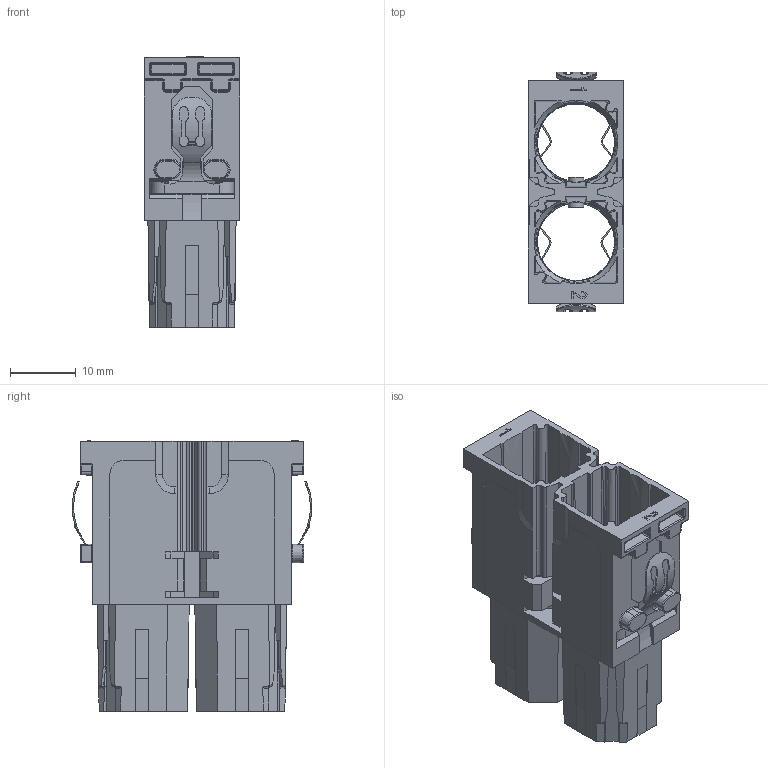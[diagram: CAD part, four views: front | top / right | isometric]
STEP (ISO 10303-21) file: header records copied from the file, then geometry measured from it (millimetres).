
FILE_DESCRIPTION(('CATIA V5 STEP Exchange','CAx-IF Rec.Pracs.--- Model Styling and Organization---1.4--- 2014-01-23'),'2;1');
FILE_NAME ('1114884-5_1', '2019-04-23T08:38:50+00:00', ('none'), ('Weidmueller'), 'CATIA Version 5-6 Release 2016 SP3 HF44', 'CATIA V5 STEP AP214', 'none');
FILE_SCHEMA(('AUTOMOTIVE_DESIGN { 1 0 10303 214 1 1 1 1 }'));
Length unit declared in the file: millimetre
Products named in the file (1): 2667180000
Bounding box: 14.5 x 36.5 x 41.25 mm (x, y, z)
Volume: 5101.2 mm3; surface area: 9418.8 mm2
Topology: 3 solids, 3 shells, 1311 faces, 3735 edges, 2404 vertices
Faces by surface type: plane 793, cylinder 355, cone 52, bspline 44, sphere 30, torus 28, extrusion 9
Entity records: 45975 total; most frequent: CARTESIAN_POINT 14026, ORIENTED_EDGE 7410, DIRECTION 4792, EDGE_CURVE 3705, VERTEX_POINT 2404, VECTOR 2178, LINE 2169, AXIS2_PLACEMENT_3D 1581
